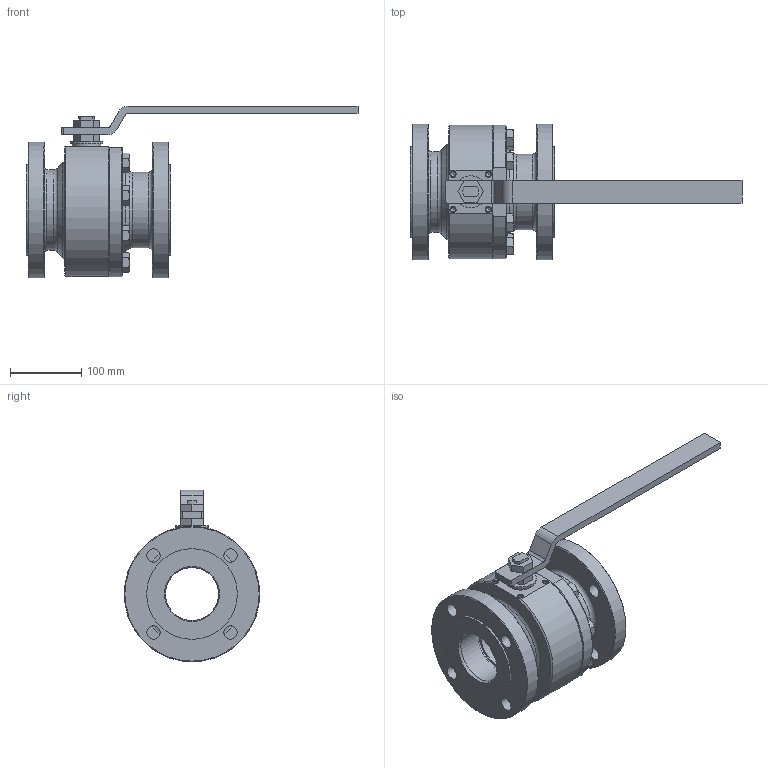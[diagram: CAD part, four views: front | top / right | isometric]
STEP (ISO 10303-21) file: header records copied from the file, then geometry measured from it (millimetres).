
FILE_DESCRIPTION( ( 'STEP AP214' ), '1' );
FILE_NAME( ' ', ' ', ( ' ' ), ( ' ' ), 'PSStep 13.0', 'VISI 18.0', ' ' );
FILE_SCHEMA( ( 'AUTOMOTIVE_DESIGN { 1 0 10303 214 1 1 1 1 }' ) );
Length unit declared in the file: millimetre
Products named in the file (1): 1
Bounding box: 465 x 190 x 240.5 mm (x, y, z)
Volume: 3400419.5 mm3; surface area: 422435.1 mm2
Topology: 1 solids, 21 shells, 294 faces, 657 edges, 426 vertices
Faces by surface type: plane 139, cylinder 78, cone 64, torus 12, sphere 1
Full cylindrical faces by diameter (mm): 5 x1, 6.75 x4, 14 x8, 16 x8, 18 x7, 19 x8, 22.45 x1, 34.55 x1, 35 x1, 40 x1, 45 x1, 74 x2, 76 x3, 76.5 x2, 100 x4, 102 x1, 106 x1, 113 x1, 116.5 x1, 117 x1, 121 x1, 121.194 x1, 125.812 x1, 126 x1, 127 x2, 190 x2
Entity records: 10157 total; most frequent: CARTESIAN_POINT 2011, DIRECTION 1208, ORIENTED_EDGE 920, AXIS2_PLACEMENT_3D 514, EDGE_LOOP 499, EDGE_CURVE 460, VERTEX_POINT 381, FACE_OUTER_BOUND 372
